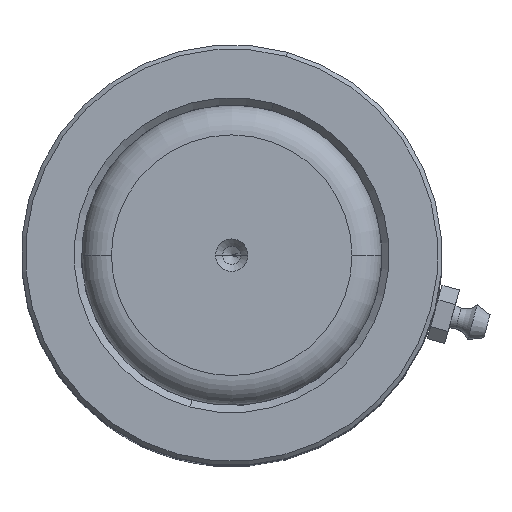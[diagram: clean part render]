
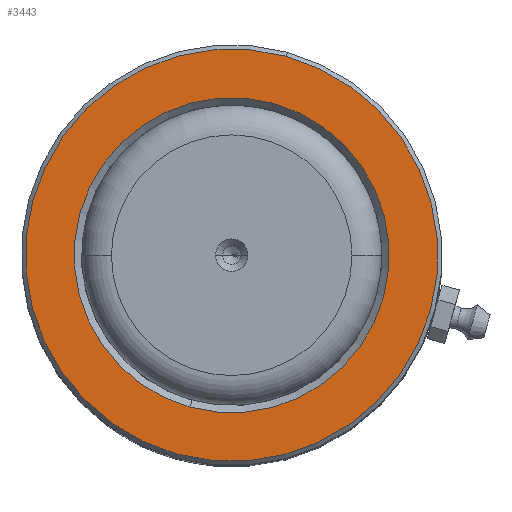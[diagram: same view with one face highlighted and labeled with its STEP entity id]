
A CAD part, top view. The second image highlights one B-rep face of the part: STEP entity #3443.
In plain terms, the highlighted planar face has unit normal (0, 0, 1).
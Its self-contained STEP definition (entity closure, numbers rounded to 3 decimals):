
#66 = ORIENTED_EDGE ( 'NONE', *, *, #6948, .T. ) ;
#225 = DIRECTION ( 'NONE',  ( 1., 0., 0. ) ) ;
#319 = AXIS2_PLACEMENT_3D ( 'NONE', #5220, #2910, #2977 ) ;
#779 = VERTEX_POINT ( 'NONE', #9036 ) ;
#1272 = AXIS2_PLACEMENT_3D ( 'NONE', #6494, #8598, #8632 ) ;
#1495 = ORIENTED_EDGE ( 'NONE', *, *, #6934, .T. ) ;
#1643 = EDGE_CURVE ( 'NONE', #779, #4636, #4307, .T. ) ;
#1648 = PLANE ( 'NONE',  #2115 ) ;
#1762 = CIRCLE ( 'NONE', #319, 34.3 ) ;
#2115 = AXIS2_PLACEMENT_3D ( 'NONE', #6742, #3054, #225 ) ;
#2213 = CIRCLE ( 'NONE', #5996, 34.3 ) ;
#2304 = EDGE_LOOP ( 'NONE', ( #8978, #4747 ) ) ;
#2465 = EDGE_LOOP ( 'NONE', ( #1495, #66 ) ) ;
#2783 = CARTESIAN_POINT ( 'NONE',  ( 0., 0., 120. ) ) ;
#2910 = DIRECTION ( 'NONE',  ( 0., 0., 1. ) ) ;
#2977 = DIRECTION ( 'NONE',  ( 1., 0., 0. ) ) ;
#3054 = DIRECTION ( 'NONE',  ( 0., 0., 1. ) ) ;
#3443 = ADVANCED_FACE ( 'NONE', ( #8273, #6002 ), #1648, .T. ) ;
#4068 = VERTEX_POINT ( 'NONE', #8097 ) ;
#4307 = CIRCLE ( 'NONE', #1272, 26.2 ) ;
#4636 = VERTEX_POINT ( 'NONE', #8639 ) ;
#4646 = EDGE_CURVE ( 'NONE', #4636, #779, #5403, .T. ) ;
#4747 = ORIENTED_EDGE ( 'NONE', *, *, #4646, .T. ) ;
#5220 = CARTESIAN_POINT ( 'NONE',  ( 0., 0., 120. ) ) ;
#5403 = CIRCLE ( 'NONE', #8054, 26.2 ) ;
#5591 = CARTESIAN_POINT ( 'NONE',  ( 34.3, 0., 120. ) ) ;
#5871 = CARTESIAN_POINT ( 'NONE',  ( 0., 0., 120. ) ) ;
#5996 = AXIS2_PLACEMENT_3D ( 'NONE', #5871, #7276, #8712 ) ;
#6002 = FACE_BOUND ( 'NONE', #2304, .T. ) ;
#6467 = DIRECTION ( 'NONE',  ( 1., 0., 0. ) ) ;
#6494 = CARTESIAN_POINT ( 'NONE',  ( 0., 0., 120. ) ) ;
#6742 = CARTESIAN_POINT ( 'NONE',  ( 0., 0., 120. ) ) ;
#6934 = EDGE_CURVE ( 'NONE', #4068, #8305, #1762, .T. ) ;
#6948 = EDGE_CURVE ( 'NONE', #8305, #4068, #2213, .T. ) ;
#7230 = DIRECTION ( 'NONE',  ( 0., 0., -1. ) ) ;
#7276 = DIRECTION ( 'NONE',  ( 0., 0., 1. ) ) ;
#8054 = AXIS2_PLACEMENT_3D ( 'NONE', #2783, #7230, #6467 ) ;
#8097 = CARTESIAN_POINT ( 'NONE',  ( -34.3, 0., 120. ) ) ;
#8273 = FACE_OUTER_BOUND ( 'NONE', #2465, .T. ) ;
#8305 = VERTEX_POINT ( 'NONE', #5591 ) ;
#8598 = DIRECTION ( 'NONE',  ( 0., 0., -1. ) ) ;
#8632 = DIRECTION ( 'NONE',  ( 1., 0., 0. ) ) ;
#8639 = CARTESIAN_POINT ( 'NONE',  ( -26.2, 0., 120. ) ) ;
#8712 = DIRECTION ( 'NONE',  ( 1., 0., 0. ) ) ;
#8978 = ORIENTED_EDGE ( 'NONE', *, *, #1643, .T. ) ;
#9036 = CARTESIAN_POINT ( 'NONE',  ( 26.2, 0., 120. ) ) ;
